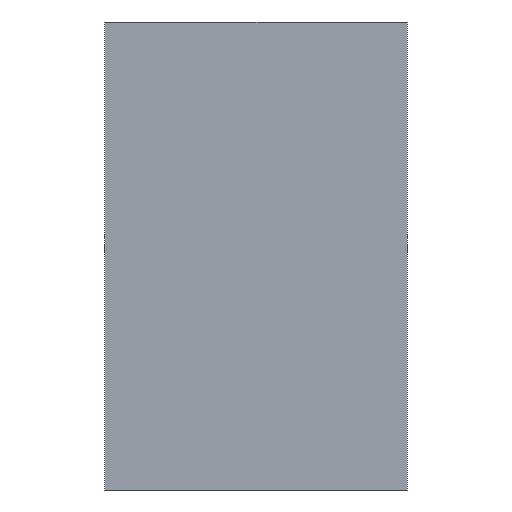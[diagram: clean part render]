
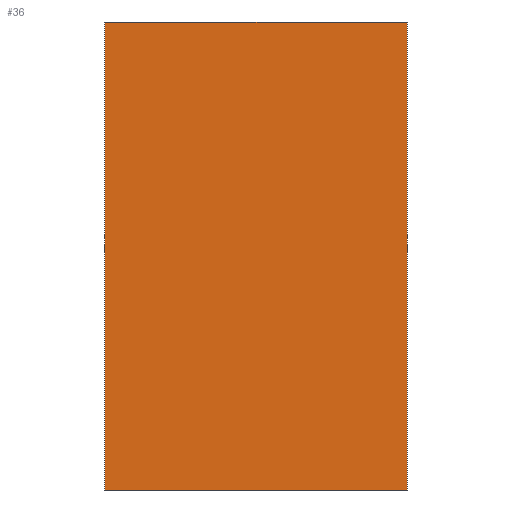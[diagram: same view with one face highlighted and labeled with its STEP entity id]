
A CAD part, left-side view. The second image highlights one B-rep face of the part: STEP entity #36.
In plain terms, the highlighted planar face has unit normal (-1, 0, 0).
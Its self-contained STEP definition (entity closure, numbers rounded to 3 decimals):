
#36 = ADVANCED_FACE( '', ( #75 ), #76, .F. );
#75 = FACE_OUTER_BOUND( '', #124, .T. );
#76 = PLANE( '', #125 );
#124 = EDGE_LOOP( '', ( #169, #170, #171, #172 ) );
#125 = AXIS2_PLACEMENT_3D( '', #173, #174, #175 );
#169 = ORIENTED_EDGE( '', *, *, #246, .T. );
#170 = ORIENTED_EDGE( '', *, *, #247, .F. );
#171 = ORIENTED_EDGE( '', *, *, #248, .F. );
#172 = ORIENTED_EDGE( '', *, *, #249, .T. );
#173 = CARTESIAN_POINT( '', ( -198., 31., 96. ) );
#174 = DIRECTION( '', ( 1., 0., 0. ) );
#175 = DIRECTION( '', ( 0., 0., -1. ) );
#246 = EDGE_CURVE( '', #278, #279, #280, .T. );
#247 = EDGE_CURVE( '', #281, #279, #282, .T. );
#248 = EDGE_CURVE( '', #283, #281, #284, .T. );
#249 = EDGE_CURVE( '', #283, #278, #285, .T. );
#278 = VERTEX_POINT( '', #324 );
#279 = VERTEX_POINT( '', #325 );
#280 = LINE( '', #326, #327 );
#281 = VERTEX_POINT( '', #328 );
#282 = LINE( '', #329, #330 );
#283 = VERTEX_POINT( '', #331 );
#284 = LINE( '', #332, #333 );
#285 = LINE( '', #334, #335 );
#324 = CARTESIAN_POINT( '', ( -198., 31., 0. ) );
#325 = CARTESIAN_POINT( '', ( -198., -31., 0. ) );
#326 = CARTESIAN_POINT( '', ( -198., 31., 0. ) );
#327 = VECTOR( '', #382, 1000. );
#328 = CARTESIAN_POINT( '', ( -198., -31., 96. ) );
#329 = CARTESIAN_POINT( '', ( -198., -31., 96. ) );
#330 = VECTOR( '', #383, 1000. );
#331 = CARTESIAN_POINT( '', ( -198., 31., 96. ) );
#332 = CARTESIAN_POINT( '', ( -198., 31., 96. ) );
#333 = VECTOR( '', #384, 1000. );
#334 = CARTESIAN_POINT( '', ( -198., 31., 96. ) );
#335 = VECTOR( '', #385, 1000. );
#382 = DIRECTION( '', ( 0., -1., 0. ) );
#383 = DIRECTION( '', ( 0., 0., -1. ) );
#384 = DIRECTION( '', ( 0., -1., 0. ) );
#385 = DIRECTION( '', ( 0., 0., -1. ) );
